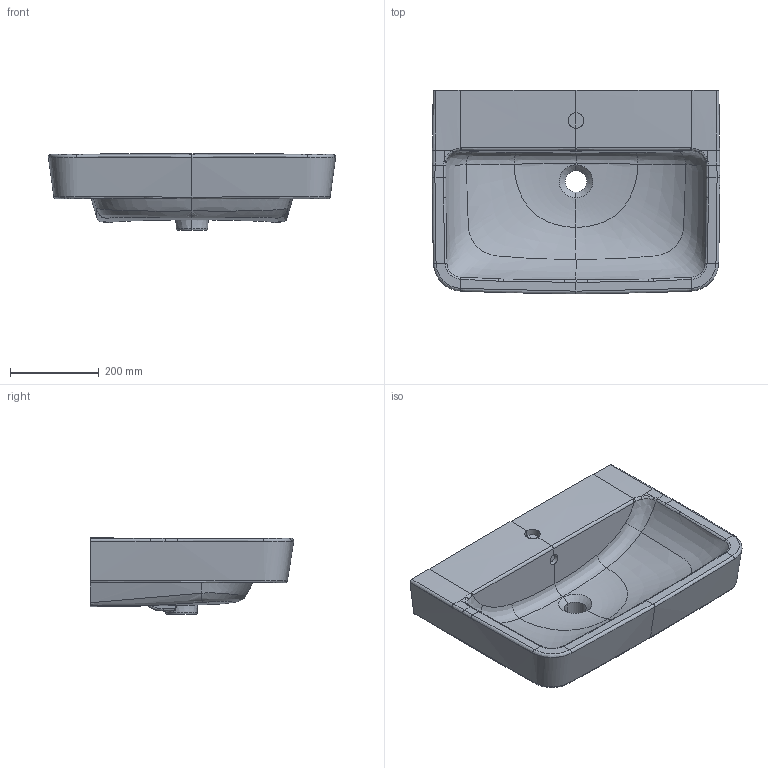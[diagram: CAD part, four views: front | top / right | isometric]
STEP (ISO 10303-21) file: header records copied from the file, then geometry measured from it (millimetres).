
FILE_DESCRIPTION(/* description */ (''),/* implementation_level */ '2;1');
FILE_NAME(/* name */ '4A4165.stp',/* time_stamp */ '2020-03-25T11:28:30+01:00',/* author */ (''),/* organization */ (''),/* preprocessor_version */ 'ST-DEVELOPER v16.7',/* originating_system */ 'SIEMENS PLM Software NX 1863',/* authorisation */ '');
FILE_SCHEMA (('AUTOMOTIVE_DESIGN { 1 0 10303 214 3 1 1 1 }'));
Length unit declared in the file: millimetre
Products named in the file (1): Sier1B746D55qlnr
Bounding box: 648.88 x 459.43 x 173.51 mm (x, y, z)
Volume: 17364348.5 mm3; surface area: 956985 mm2
Topology: 1 solids, 1 shells, 286 faces, 725 edges, 427 vertices
Faces by surface type: bspline 218, cylinder 27, plane 23, cone 8, torus 8, sphere 2
Full cylindrical faces by diameter (mm): 25 x1
Entity records: 25823 total; most frequent: CARTESIAN_POINT 20904, ORIENTED_EDGE 1422, EDGE_CURVE 711, DIRECTION 451, B_SPLINE_CURVE_WITH_KNOTS 442, VERTEX_POINT 426, EDGE_LOOP 287, ADVANCED_FACE 286
